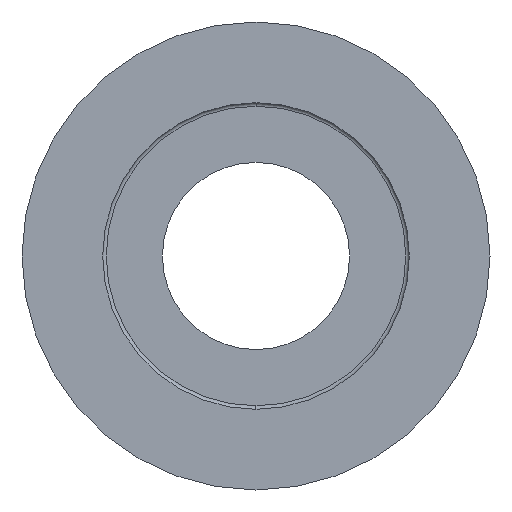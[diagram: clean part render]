
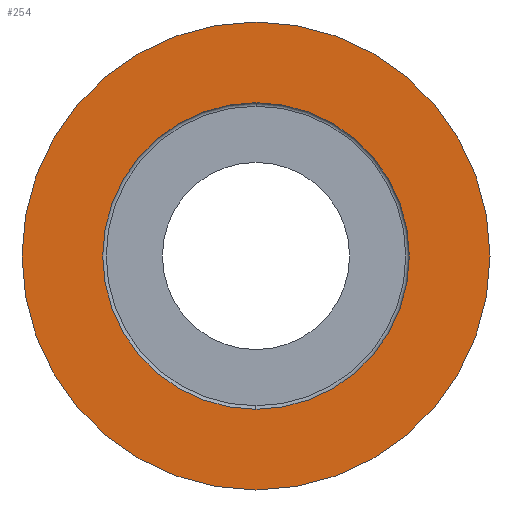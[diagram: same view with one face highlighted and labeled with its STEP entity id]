
A CAD part, left-side view. The second image highlights one B-rep face of the part: STEP entity #254.
In plain terms, the highlighted planar face has unit normal (-1, 0, 0).
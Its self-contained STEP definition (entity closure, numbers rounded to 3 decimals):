
#28 = EDGE_LOOP ( 'NONE', ( #704, #743 ) ) ;
#33 = EDGE_CURVE ( 'NONE', #347, #607, #614, .T. ) ;
#65 = CARTESIAN_POINT ( 'NONE',  ( 0., 0., -20. ) ) ;
#71 = AXIS2_PLACEMENT_3D ( 'NONE', #113, #134, #137 ) ;
#77 = CARTESIAN_POINT ( 'NONE',  ( 0., 0., 20. ) ) ;
#90 = AXIS2_PLACEMENT_3D ( 'NONE', #783, #782, #777 ) ;
#107 = EDGE_LOOP ( 'NONE', ( #438, #523 ) ) ;
#113 = CARTESIAN_POINT ( 'NONE',  ( 0., 13.1, 0. ) ) ;
#131 = PLANE ( 'NONE',  #71 ) ;
#134 = DIRECTION ( 'NONE',  ( 1., 0., 0. ) ) ;
#137 = DIRECTION ( 'NONE',  ( 0., 0., -1. ) ) ;
#151 = EDGE_CURVE ( 'NONE', #607, #347, #525, .T. ) ;
#201 = VERTEX_POINT ( 'NONE', #740 ) ;
#231 = CIRCLE ( 'NONE', #462, 13.1 ) ;
#242 = AXIS2_PLACEMENT_3D ( 'NONE', #895, #890, #889 ) ;
#254 = ADVANCED_FACE ( 'NONE', ( #820, #448 ), #131, .F. ) ;
#276 = CIRCLE ( 'NONE', #884, 13.1 ) ;
#347 = VERTEX_POINT ( 'NONE', #65 ) ;
#383 = EDGE_CURVE ( 'NONE', #797, #201, #231, .T. ) ;
#399 = CARTESIAN_POINT ( 'NONE',  ( 0., 0., 13.1 ) ) ;
#413 = CARTESIAN_POINT ( 'NONE',  ( 0., 0., 0. ) ) ;
#421 = DIRECTION ( 'NONE',  ( -1., 0., 0. ) ) ;
#430 = DIRECTION ( 'NONE',  ( 0., 0., 1. ) ) ;
#438 = ORIENTED_EDGE ( 'NONE', *, *, #151, .T. ) ;
#448 = FACE_OUTER_BOUND ( 'NONE', #107, .T. ) ;
#462 = AXIS2_PLACEMENT_3D ( 'NONE', #413, #421, #430 ) ;
#523 = ORIENTED_EDGE ( 'NONE', *, *, #33, .T. ) ;
#525 = CIRCLE ( 'NONE', #90, 20. ) ;
#569 = CARTESIAN_POINT ( 'NONE',  ( 0., 0., 0. ) ) ;
#607 = VERTEX_POINT ( 'NONE', #77 ) ;
#614 = CIRCLE ( 'NONE', #242, 20. ) ;
#619 = DIRECTION ( 'NONE',  ( 0., 0., 1. ) ) ;
#628 = DIRECTION ( 'NONE',  ( -1., 0., 0. ) ) ;
#704 = ORIENTED_EDGE ( 'NONE', *, *, #383, .F. ) ;
#740 = CARTESIAN_POINT ( 'NONE',  ( 0., 0., -13.1 ) ) ;
#743 = ORIENTED_EDGE ( 'NONE', *, *, #813, .F. ) ;
#777 = DIRECTION ( 'NONE',  ( 0., 0., 1. ) ) ;
#782 = DIRECTION ( 'NONE',  ( -1., 0., 0. ) ) ;
#783 = CARTESIAN_POINT ( 'NONE',  ( 0., 0., 0. ) ) ;
#797 = VERTEX_POINT ( 'NONE', #399 ) ;
#813 = EDGE_CURVE ( 'NONE', #201, #797, #276, .T. ) ;
#820 = FACE_BOUND ( 'NONE', #28, .T. ) ;
#884 = AXIS2_PLACEMENT_3D ( 'NONE', #569, #628, #619 ) ;
#889 = DIRECTION ( 'NONE',  ( 0., 0., 1. ) ) ;
#890 = DIRECTION ( 'NONE',  ( -1., 0., 0. ) ) ;
#895 = CARTESIAN_POINT ( 'NONE',  ( 0., 0., 0. ) ) ;
